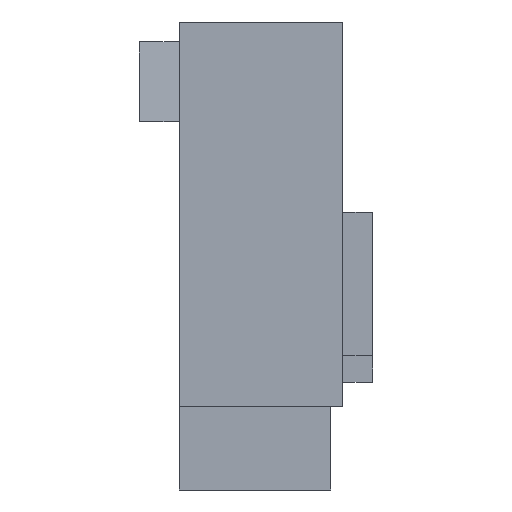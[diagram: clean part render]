
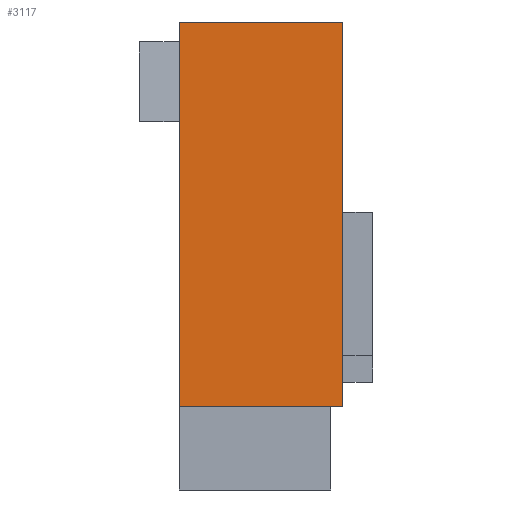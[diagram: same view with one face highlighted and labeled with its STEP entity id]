
A CAD part, left-side view. The second image highlights one B-rep face of the part: STEP entity #3117.
In plain terms, the highlighted planar face has unit normal (-1, 0, 0).
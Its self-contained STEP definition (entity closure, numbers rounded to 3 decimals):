
#284=VERTEX_POINT('',#4037);
#285=VERTEX_POINT('',#4039);
#518=VERTEX_POINT('',#4775);
#519=VERTEX_POINT('',#4781);
#564=VECTOR('',#3366,1.);
#902=VECTOR('',#3906,1.);
#907=VECTOR('',#3913,1.);
#911=VECTOR('',#3920,1.);
#968=LINE('',#4038,#564);
#1306=LINE('',#4776,#902);
#1311=LINE('',#4785,#907);
#1315=LINE('',#4792,#911);
#1372=EDGE_CURVE('',#285,#284,#968,.T.);
#1734=EDGE_CURVE('',#284,#518,#1306,.T.);
#1739=EDGE_CURVE('',#285,#519,#1311,.T.);
#1743=EDGE_CURVE('',#519,#518,#1315,.T.);
#2523=ORIENTED_EDGE('',*,*,#1372,.T.);
#2524=ORIENTED_EDGE('',*,*,#1734,.T.);
#2525=ORIENTED_EDGE('',*,*,#1743,.F.);
#2526=ORIENTED_EDGE('',*,*,#1739,.F.);
#2773=EDGE_LOOP('',(#2523,#2524,#2525,#2526));
#2951=FACE_BOUND('',#2773,.T.);
#3117=ADVANCED_FACE('',(#2951),#4957,.T.);
#3305=AXIS2_PLACEMENT_3D('',#4791,#3919,$);
#3366=DIRECTION('',(0.,0.,1.));
#3906=DIRECTION('',(0.,1.,0.));
#3913=DIRECTION('',(0.,1.,0.));
#3919=DIRECTION('',(-1.,0.,0.));
#3920=DIRECTION('',(0.,0.,1.));
#4037=CARTESIAN_POINT('',(0.,1.5,19.3));
#4038=CARTESIAN_POINT('',(0.,1.5,0.));
#4039=CARTESIAN_POINT('',(0.,1.5,0.));
#4775=CARTESIAN_POINT('',(0.,9.7,19.3));
#4776=CARTESIAN_POINT('',(0.,1.5,19.3));
#4781=CARTESIAN_POINT('',(0.,9.7,0.));
#4785=CARTESIAN_POINT('',(0.,1.5,0.));
#4791=CARTESIAN_POINT('',(0.,1.5,0.));
#4792=CARTESIAN_POINT('',(0.,9.7,0.));
#4957=PLANE('',#3305);
